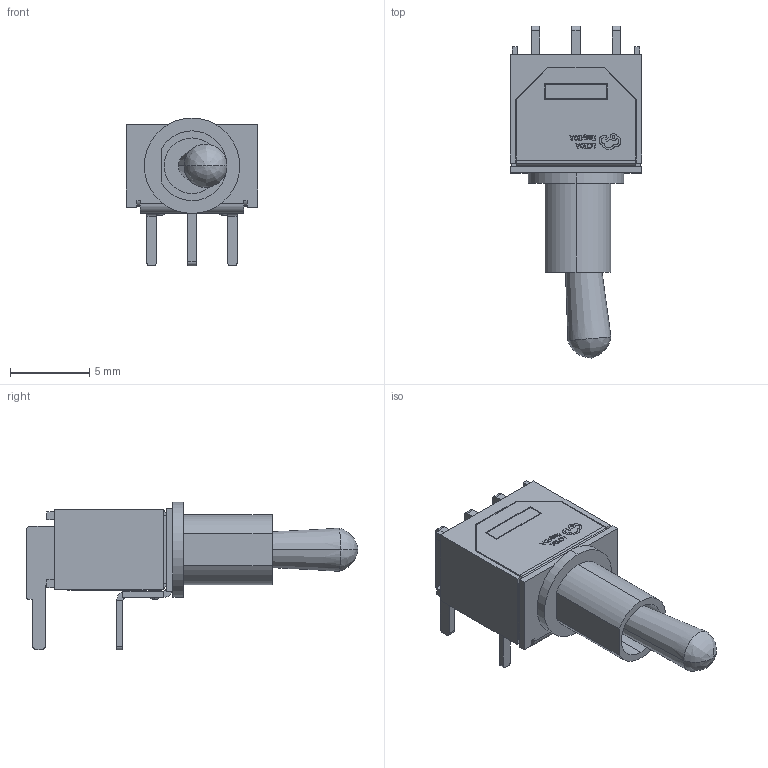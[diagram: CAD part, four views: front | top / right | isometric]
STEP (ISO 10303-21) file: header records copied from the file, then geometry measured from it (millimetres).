
FILE_DESCRIPTION (( 'STEP AP214' ), '1' );
FILE_NAME ('钮子开关.STEP', '2023-06-18T07:32:35', ( '' ), ( '' ), 'SwSTEP 2.0', 'SolidWorks 2022', '' );
FILE_SCHEMA (( 'AUTOMOTIVE_DESIGN' ));
Length unit declared in the file: millimetre
Products named in the file (5): 3D_PCB1_2023-06-18.step; SW1.step; COMPOUND.step; SW-TH_ST-0-102-C03-N003-RS.step; 聽赽羲壽
Assembly tree (4 placements, depth 5):
  聽赽羲壽
    3D_PCB1_2023-06-18.step
      SW1.step
        SW-TH_ST-0-102-C03-N003-RS.step
          COMPOUND.step
Bounding box: 8.3 x 20.9 x 9.3 mm (x, y, z)
Volume: 441.4 mm3; surface area: 1068.5 mm2
Topology: 20 solids, 20 shells, 526 faces, 1363 edges, 892 vertices
Faces by surface type: plane 365, bspline 114, cylinder 39, torus 4, cone 4
Entity records: 18400 total; most frequent: CARTESIAN_POINT 4945, ORIENTED_EDGE 2718, DIRECTION 2071, EDGE_CURVE 1359, VECTOR 1035, LINE 1035, VERTEX_POINT 892, EDGE_LOOP 563
